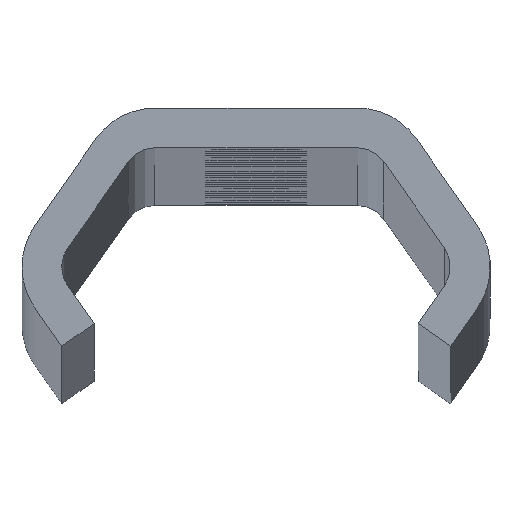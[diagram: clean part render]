
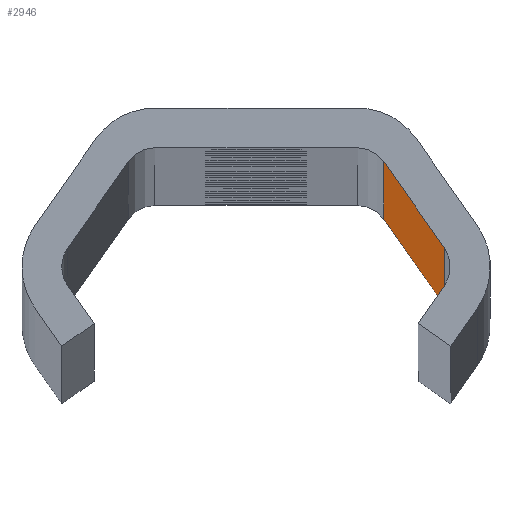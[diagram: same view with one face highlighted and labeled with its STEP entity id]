
A CAD part, top view. The second image highlights one B-rep face of the part: STEP entity #2946.
In plain terms, the highlighted planar face has unit normal (-0.819, -0.574, 0).
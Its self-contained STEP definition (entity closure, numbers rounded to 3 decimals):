
#81 = EDGE_LOOP ( 'NONE', ( #313, #3421, #4428, #1424 ) ) ;
#143 = VERTEX_POINT ( 'NONE', #2870 ) ;
#176 = LINE ( 'NONE', #1823, #2361 ) ;
#313 = ORIENTED_EDGE ( 'NONE', *, *, #3192, .T. ) ;
#517 = DIRECTION ( 'NONE',  ( 0.574, -0.819, 0. ) ) ;
#783 = VERTEX_POINT ( 'NONE', #1472 ) ;
#879 = EDGE_CURVE ( 'NONE', #143, #3344, #1932, .T. ) ;
#1278 = DIRECTION ( 'NONE',  ( 0.574, -0.819, 0. ) ) ;
#1424 = ORIENTED_EDGE ( 'NONE', *, *, #3439, .T. ) ;
#1472 = CARTESIAN_POINT ( 'NONE',  ( 8.052, 6.635, -1040. ) ) ;
#1823 = CARTESIAN_POINT ( 'NONE',  ( 8.052, 6.635, 1040. ) ) ;
#1884 = CARTESIAN_POINT ( 'NONE',  ( 8.052, 6.635, 1040. ) ) ;
#1932 = LINE ( 'NONE', #5243, #3290 ) ;
#1958 = VECTOR ( 'NONE', #1278, 1000. ) ;
#2361 = VECTOR ( 'NONE', #517, 1000. ) ;
#2603 = CARTESIAN_POINT ( 'NONE',  ( 8.052, 6.635, 1040. ) ) ;
#2753 = DIRECTION ( 'NONE',  ( -0.574, 0.819, 0. ) ) ;
#2870 = CARTESIAN_POINT ( 'NONE',  ( 11.883, 1.163, 1040. ) ) ;
#2946 = ADVANCED_FACE ( 'NONE', ( #4439 ), #5302, .F. ) ;
#3178 = DIRECTION ( 'NONE',  ( 0., 0., -1. ) ) ;
#3192 = EDGE_CURVE ( 'NONE', #783, #3344, #3337, .T. ) ;
#3290 = VECTOR ( 'NONE', #3178, 1000. ) ;
#3337 = LINE ( 'NONE', #4993, #1958 ) ;
#3344 = VERTEX_POINT ( 'NONE', #4620 ) ;
#3421 = ORIENTED_EDGE ( 'NONE', *, *, #879, .F. ) ;
#3439 = EDGE_CURVE ( 'NONE', #4870, #783, #4040, .T. ) ;
#3607 = CARTESIAN_POINT ( 'NONE',  ( 8.052, 6.635, 1040. ) ) ;
#3732 = VECTOR ( 'NONE', #4853, 1000. ) ;
#4040 = LINE ( 'NONE', #3607, #3732 ) ;
#4382 = DIRECTION ( 'NONE',  ( 0.819, 0.574, 0. ) ) ;
#4428 = ORIENTED_EDGE ( 'NONE', *, *, #4480, .F. ) ;
#4439 = FACE_OUTER_BOUND ( 'NONE', #81, .T. ) ;
#4480 = EDGE_CURVE ( 'NONE', #4870, #143, #176, .T. ) ;
#4620 = CARTESIAN_POINT ( 'NONE',  ( 11.883, 1.163, -1040. ) ) ;
#4853 = DIRECTION ( 'NONE',  ( 0., 0., -1. ) ) ;
#4870 = VERTEX_POINT ( 'NONE', #2603 ) ;
#4993 = CARTESIAN_POINT ( 'NONE',  ( 8.052, 6.635, -1040. ) ) ;
#5243 = CARTESIAN_POINT ( 'NONE',  ( 11.883, 1.163, 1040. ) ) ;
#5255 = AXIS2_PLACEMENT_3D ( 'NONE', #1884, #4382, #2753 ) ;
#5302 = PLANE ( 'NONE',  #5255 ) ;
